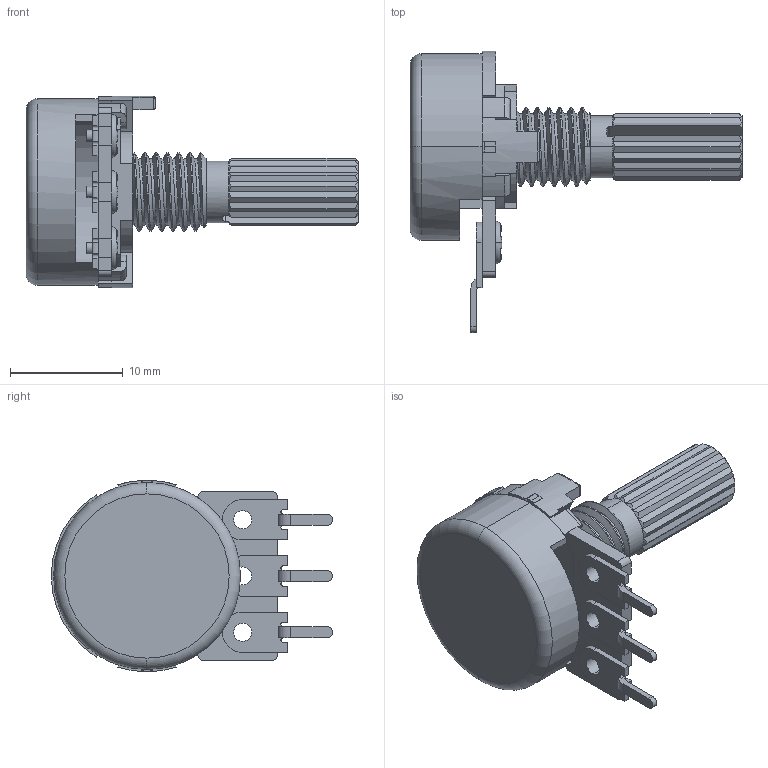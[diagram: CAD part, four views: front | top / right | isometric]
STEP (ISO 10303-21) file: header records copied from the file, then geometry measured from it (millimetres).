
FILE_DESCRIPTION (( 'STEP AP214' ), '1' );
FILE_NAME ('PDB181-K420K-503A2.STEP', '2019-01-12T08:15:38', ( '' ), ( '' ), 'SwSTEP 2.0', 'SolidWorks 2017', '' );
FILE_SCHEMA (( 'AUTOMOTIVE_DESIGN' ));
Length unit declared in the file: millimetre
Products named in the file (1): PDB181-K420K-503A2
Bounding box: 29.5 x 25 x 17 mm (x, y, z)
Volume: 1373.8 mm3; surface area: 2714.8 mm2
Topology: 7 solids, 7 shells, 357 faces, 910 edges, 586 vertices
Faces by surface type: plane 201, cylinder 91, cone 41, bspline 19, torus 5
Entity records: 12406 total; most frequent: CARTESIAN_POINT 4124, ORIENTED_EDGE 1820, DIRECTION 1529, EDGE_CURVE 910, VERTEX_POINT 586, AXIS2_PLACEMENT_3D 565, LINE 399, VECTOR 399
